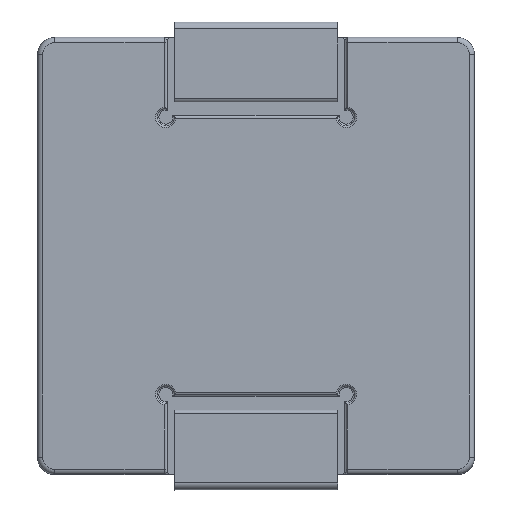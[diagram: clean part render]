
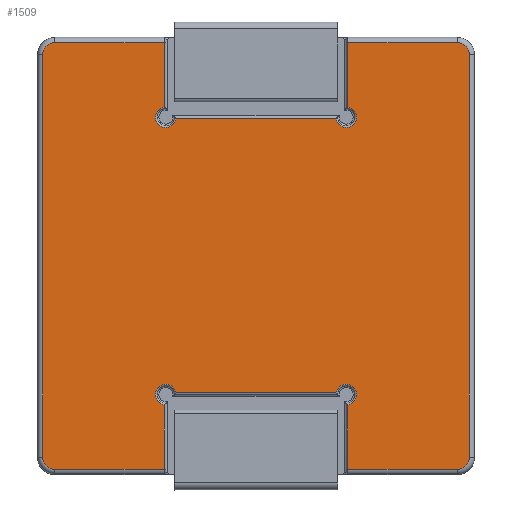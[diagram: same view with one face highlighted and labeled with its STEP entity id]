
A CAD part, top view. The second image highlights one B-rep face of the part: STEP entity #1509.
In plain terms, the highlighted planar face has unit normal (0, 0, 1).
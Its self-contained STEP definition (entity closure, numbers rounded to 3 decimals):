
#1509=ADVANCED_FACE('',(#2046),#1867,.F.);
#1867=PLANE('',#7873);
#2046=FACE_OUTER_BOUND('',#2572,.T.);
#2572=EDGE_LOOP('',(#4003,#4004,#4005,#4006,#4007,#4008,#4009,#4010,#4011,
#4012,#4013,#4014,#4015,#4016,#4017,#4018,#4019,#4020,#4021,#4022));
#3164=CIRCLE('',#7865,0.3);
#3165=CIRCLE('',#7866,0.3);
#3166=CIRCLE('',#7867,0.35);
#3167=CIRCLE('',#7868,0.35);
#3168=CIRCLE('',#7869,0.3);
#3169=CIRCLE('',#7870,0.3);
#3170=CIRCLE('',#7871,0.35);
#3171=CIRCLE('',#7872,0.35);
#4003=ORIENTED_EDGE('',*,*,#6229,.T.);
#4004=ORIENTED_EDGE('',*,*,#6230,.T.);
#4005=ORIENTED_EDGE('',*,*,#6231,.T.);
#4006=ORIENTED_EDGE('',*,*,#6232,.T.);
#4007=ORIENTED_EDGE('',*,*,#6233,.T.);
#4008=ORIENTED_EDGE('',*,*,#6234,.T.);
#4009=ORIENTED_EDGE('',*,*,#6235,.T.);
#4010=ORIENTED_EDGE('',*,*,#6236,.T.);
#4011=ORIENTED_EDGE('',*,*,#6237,.T.);
#4012=ORIENTED_EDGE('',*,*,#6238,.T.);
#4013=ORIENTED_EDGE('',*,*,#6239,.T.);
#4014=ORIENTED_EDGE('',*,*,#6240,.T.);
#4015=ORIENTED_EDGE('',*,*,#6241,.T.);
#4016=ORIENTED_EDGE('',*,*,#6242,.T.);
#4017=ORIENTED_EDGE('',*,*,#6243,.T.);
#4018=ORIENTED_EDGE('',*,*,#6244,.T.);
#4019=ORIENTED_EDGE('',*,*,#6245,.T.);
#4020=ORIENTED_EDGE('',*,*,#6246,.T.);
#4021=ORIENTED_EDGE('',*,*,#6247,.T.);
#4022=ORIENTED_EDGE('',*,*,#6248,.T.);
#5486=VERTEX_POINT('',#11214);
#5487=VERTEX_POINT('',#11215);
#5488=VERTEX_POINT('',#11217);
#5489=VERTEX_POINT('',#11219);
#5490=VERTEX_POINT('',#11221);
#5491=VERTEX_POINT('',#11223);
#5492=VERTEX_POINT('',#11225);
#5493=VERTEX_POINT('',#11227);
#5494=VERTEX_POINT('',#11229);
#5495=VERTEX_POINT('',#11231);
#5496=VERTEX_POINT('',#11233);
#5497=VERTEX_POINT('',#11235);
#5498=VERTEX_POINT('',#11237);
#5499=VERTEX_POINT('',#11239);
#5500=VERTEX_POINT('',#11241);
#5501=VERTEX_POINT('',#11243);
#5502=VERTEX_POINT('',#11245);
#5503=VERTEX_POINT('',#11247);
#5504=VERTEX_POINT('',#11249);
#5505=VERTEX_POINT('',#11251);
#6229=EDGE_CURVE('',#5486,#5487,#6976,.T.);
#6230=EDGE_CURVE('',#5487,#5488,#6977,.T.);
#6231=EDGE_CURVE('',#5488,#5489,#3164,.T.);
#6232=EDGE_CURVE('',#5489,#5490,#6978,.T.);
#6233=EDGE_CURVE('',#5490,#5491,#3165,.T.);
#6234=EDGE_CURVE('',#5491,#5492,#6979,.T.);
#6235=EDGE_CURVE('',#5492,#5493,#6980,.T.);
#6236=EDGE_CURVE('',#5493,#5494,#3166,.T.);
#6237=EDGE_CURVE('',#5494,#5495,#6981,.T.);
#6238=EDGE_CURVE('',#5495,#5496,#3167,.T.);
#6239=EDGE_CURVE('',#5496,#5497,#6982,.T.);
#6240=EDGE_CURVE('',#5497,#5498,#6983,.T.);
#6241=EDGE_CURVE('',#5498,#5499,#3168,.T.);
#6242=EDGE_CURVE('',#5499,#5500,#6984,.T.);
#6243=EDGE_CURVE('',#5500,#5501,#3169,.T.);
#6244=EDGE_CURVE('',#5501,#5502,#6985,.T.);
#6245=EDGE_CURVE('',#5502,#5503,#6986,.T.);
#6246=EDGE_CURVE('',#5503,#5504,#3170,.T.);
#6247=EDGE_CURVE('',#5504,#5505,#6987,.T.);
#6248=EDGE_CURVE('',#5505,#5486,#3171,.T.);
#6976=LINE('',#11213,#7268);
#6977=LINE('',#11216,#7269);
#6978=LINE('',#11220,#7270);
#6979=LINE('',#11224,#7271);
#6980=LINE('',#11226,#7272);
#6981=LINE('',#11230,#7273);
#6982=LINE('',#11234,#7274);
#6983=LINE('',#11236,#7275);
#6984=LINE('',#11240,#7276);
#6985=LINE('',#11244,#7277);
#6986=LINE('',#11246,#7278);
#6987=LINE('',#11250,#7279);
#7268=VECTOR('',#9235,1.);
#7269=VECTOR('',#9236,1.);
#7270=VECTOR('',#9239,1.);
#7271=VECTOR('',#9242,1.);
#7272=VECTOR('',#9243,1.);
#7273=VECTOR('',#9246,1.);
#7274=VECTOR('',#9249,1.);
#7275=VECTOR('',#9250,1.);
#7276=VECTOR('',#9253,1.);
#7277=VECTOR('',#9256,1.);
#7278=VECTOR('',#9257,1.);
#7279=VECTOR('',#9260,1.);
#7865=AXIS2_PLACEMENT_3D('',#11218,#9237,#9238);
#7866=AXIS2_PLACEMENT_3D('',#11222,#9240,#9241);
#7867=AXIS2_PLACEMENT_3D('',#11228,#9244,#9245);
#7868=AXIS2_PLACEMENT_3D('',#11232,#9247,#9248);
#7869=AXIS2_PLACEMENT_3D('',#11238,#9251,#9252);
#7870=AXIS2_PLACEMENT_3D('',#11242,#9254,#9255);
#7871=AXIS2_PLACEMENT_3D('',#11248,#9258,#9259);
#7872=AXIS2_PLACEMENT_3D('',#11252,#9261,#9262);
#7873=AXIS2_PLACEMENT_3D('',#11253,#9263,#9264);
#9235=DIRECTION('',(1.,0.,0.));
#9236=DIRECTION('',(0.,1.,0.));
#9237=DIRECTION('',(0.,0.,-1.));
#9238=DIRECTION('',(-1.,0.,0.));
#9239=DIRECTION('',(1.,0.,0.));
#9240=DIRECTION('',(0.,0.,-1.));
#9241=DIRECTION('',(-1.,0.,0.));
#9242=DIRECTION('',(0.,-1.,0.));
#9243=DIRECTION('',(1.,0.,0.));
#9244=DIRECTION('',(0.,0.,1.));
#9245=DIRECTION('',(-1.,0.,0.));
#9246=DIRECTION('',(0.,1.,0.));
#9247=DIRECTION('',(0.,0.,1.));
#9248=DIRECTION('',(-1.,0.,0.));
#9249=DIRECTION('',(-1.,0.,0.));
#9250=DIRECTION('',(0.,-1.,0.));
#9251=DIRECTION('',(0.,0.,-1.));
#9252=DIRECTION('',(-1.,0.,0.));
#9253=DIRECTION('',(-1.,0.,0.));
#9254=DIRECTION('',(0.,0.,-1.));
#9255=DIRECTION('',(-1.,0.,0.));
#9256=DIRECTION('',(0.,1.,0.));
#9257=DIRECTION('',(-1.,0.,0.));
#9258=DIRECTION('',(0.,0.,1.));
#9259=DIRECTION('',(-1.,0.,0.));
#9260=DIRECTION('',(0.,-1.,0.));
#9261=DIRECTION('',(0.,0.,1.));
#9262=DIRECTION('',(-1.,0.,0.));
#9263=DIRECTION('',(0.,0.,-1.));
#9264=DIRECTION('',(-1.,0.,0.));
#11213=CARTESIAN_POINT('',(5.8,-6.15,3.7));
#11214=CARTESIAN_POINT('',(-5.8,-6.15,3.7));
#11215=CARTESIAN_POINT('',(-2.65,-6.15,3.7));
#11216=CARTESIAN_POINT('',(-2.65,-5.8,3.7));
#11217=CARTESIAN_POINT('',(-2.65,-4.296,3.7));
#11218=CARTESIAN_POINT('',(-2.6,-4.,3.7));
#11219=CARTESIAN_POINT('',(-2.304,-3.95,3.7));
#11220=CARTESIAN_POINT('',(5.8,-3.95,3.7));
#11221=CARTESIAN_POINT('',(2.304,-3.95,3.7));
#11222=CARTESIAN_POINT('',(2.6,-4.,3.7));
#11223=CARTESIAN_POINT('',(2.65,-4.296,3.7));
#11224=CARTESIAN_POINT('',(2.65,-5.8,3.7));
#11225=CARTESIAN_POINT('',(2.65,-6.15,3.7));
#11226=CARTESIAN_POINT('',(5.8,-6.15,3.7));
#11227=CARTESIAN_POINT('',(5.8,-6.15,3.7));
#11228=CARTESIAN_POINT('',(5.8,-5.8,3.7));
#11229=CARTESIAN_POINT('',(6.15,-5.8,3.7));
#11230=CARTESIAN_POINT('',(6.15,-5.8,3.7));
#11231=CARTESIAN_POINT('',(6.15,5.8,3.7));
#11232=CARTESIAN_POINT('',(5.8,5.8,3.7));
#11233=CARTESIAN_POINT('',(5.8,6.15,3.7));
#11234=CARTESIAN_POINT('',(5.8,6.15,3.7));
#11235=CARTESIAN_POINT('',(2.65,6.15,3.7));
#11236=CARTESIAN_POINT('',(2.65,4.25,3.7));
#11237=CARTESIAN_POINT('',(2.65,4.296,3.7));
#11238=CARTESIAN_POINT('',(2.6,4.,3.7));
#11239=CARTESIAN_POINT('',(2.304,3.95,3.7));
#11240=CARTESIAN_POINT('',(-2.35,3.95,3.7));
#11241=CARTESIAN_POINT('',(-2.304,3.95,3.7));
#11242=CARTESIAN_POINT('',(-2.6,4.,3.7));
#11243=CARTESIAN_POINT('',(-2.65,4.296,3.7));
#11244=CARTESIAN_POINT('',(-2.65,6.15,3.7));
#11245=CARTESIAN_POINT('',(-2.65,6.15,3.7));
#11246=CARTESIAN_POINT('',(5.8,6.15,3.7));
#11247=CARTESIAN_POINT('',(-5.8,6.15,3.7));
#11248=CARTESIAN_POINT('',(-5.8,5.8,3.7));
#11249=CARTESIAN_POINT('',(-6.15,5.8,3.7));
#11250=CARTESIAN_POINT('',(-6.15,-5.8,3.7));
#11251=CARTESIAN_POINT('',(-6.15,-5.8,3.7));
#11252=CARTESIAN_POINT('',(-5.8,-5.8,3.7));
#11253=CARTESIAN_POINT('',(5.8,-5.8,3.7));
